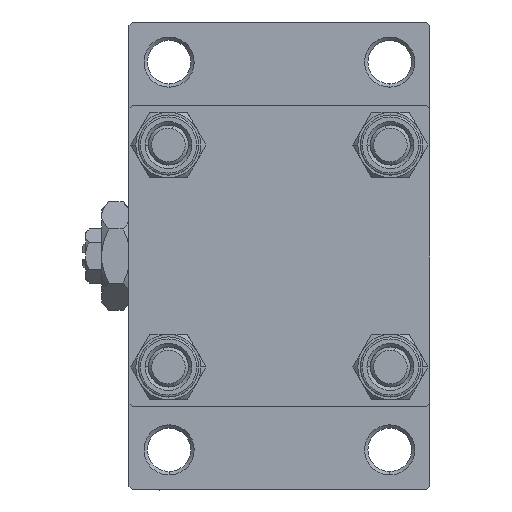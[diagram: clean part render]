
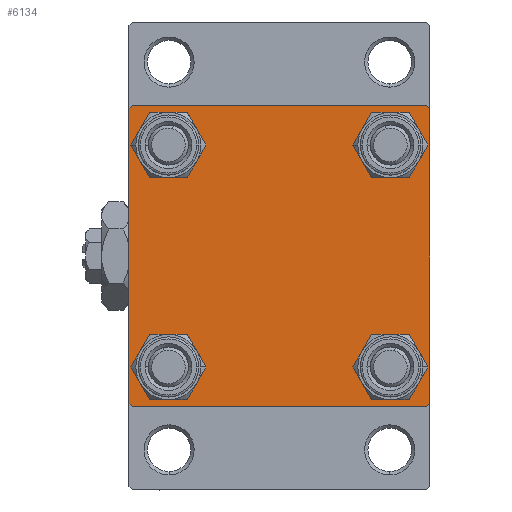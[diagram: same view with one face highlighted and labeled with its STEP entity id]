
A CAD part, left-side view. The second image highlights one B-rep face of the part: STEP entity #6134.
In plain terms, the highlighted planar face has unit normal (-1, 0, 0).
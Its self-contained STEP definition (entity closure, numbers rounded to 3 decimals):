
#606 = DIRECTION ( 'NONE',  ( 1., 0., 0. ) ) ;
#1248 = DIRECTION ( 'NONE',  ( 1., 0., 0. ) ) ;
#1428 = DIRECTION ( 'NONE',  ( 0., 0., 1. ) ) ;
#3072 = LINE ( 'NONE', #32903, #9353 ) ;
#4211 = DIRECTION ( 'NONE',  ( 0., 0., 1. ) ) ;
#4633 = LINE ( 'NONE', #24517, #47996 ) ;
#5125 = VERTEX_POINT ( 'NONE', #23074 ) ;
#5271 = CARTESIAN_POINT ( 'NONE',  ( 0., -22.25, -22.25 ) ) ;
#5503 = VECTOR ( 'NONE', #32361, 1000. ) ;
#5585 = ORIENTED_EDGE ( 'NONE', *, *, #35374, .T. ) ;
#6134 = ADVANCED_FACE ( 'NONE', ( #11923, #24088, #20109, #27568, #38285 ), #19373, .T. ) ;
#6476 = EDGE_CURVE ( 'NONE', #48682, #39740, #22679, .T. ) ;
#7237 = VERTEX_POINT ( 'NONE', #11628 ) ;
#7281 = CARTESIAN_POINT ( 'NONE',  ( 0., -22.25, 22.25 ) ) ;
#7476 = EDGE_CURVE ( 'NONE', #19108, #31435, #43381, .T. ) ;
#8019 = CARTESIAN_POINT ( 'NONE',  ( 0., 22., -22.5 ) ) ;
#8168 = CARTESIAN_POINT ( 'NONE',  ( 0., 16.6, -16.6 ) ) ;
#8807 = DIRECTION ( 'NONE',  ( 0., 0., 1. ) ) ;
#9013 = DIRECTION ( 'NONE',  ( 0., -0.707, 0.707 ) ) ;
#9073 = ORIENTED_EDGE ( 'NONE', *, *, #41234, .T. ) ;
#9353 = VECTOR ( 'NONE', #36155, 1000. ) ;
#10021 = CARTESIAN_POINT ( 'NONE',  ( 0., -16.6, 20.1 ) ) ;
#10288 = EDGE_CURVE ( 'NONE', #12529, #48728, #41779, .T. ) ;
#10619 = VERTEX_POINT ( 'NONE', #8019 ) ;
#10673 = DIRECTION ( 'NONE',  ( 0., 0., 1. ) ) ;
#10782 = CIRCLE ( 'NONE', #31382, 3.5 ) ;
#10902 = EDGE_LOOP ( 'NONE', ( #44607, #26820 ) ) ;
#11628 = CARTESIAN_POINT ( 'NONE',  ( 0., 22.5, -22. ) ) ;
#11865 = DIRECTION ( 'NONE',  ( 1., 0., 0. ) ) ;
#11923 = FACE_BOUND ( 'NONE', #30053, .T. ) ;
#12441 = VECTOR ( 'NONE', #29580, 1000. ) ;
#12529 = VERTEX_POINT ( 'NONE', #34150 ) ;
#14412 = DIRECTION ( 'NONE',  ( 1., 0., 0. ) ) ;
#15111 = VECTOR ( 'NONE', #40937, 1000. ) ;
#15230 = EDGE_CURVE ( 'NONE', #40297, #45931, #15679, .T. ) ;
#15679 = CIRCLE ( 'NONE', #46688, 3.5 ) ;
#15698 = VECTOR ( 'NONE', #9013, 1000. ) ;
#15915 = EDGE_CURVE ( 'NONE', #48728, #12529, #26859, .T. ) ;
#15962 = CARTESIAN_POINT ( 'NONE',  ( 0., -22., 22.5 ) ) ;
#16914 = CARTESIAN_POINT ( 'NONE',  ( 0., 16.6, -16.6 ) ) ;
#17400 = LINE ( 'NONE', #44003, #12441 ) ;
#17953 = ORIENTED_EDGE ( 'NONE', *, *, #42926, .T. ) ;
#18543 = EDGE_CURVE ( 'NONE', #39740, #48682, #21398, .T. ) ;
#19052 = ORIENTED_EDGE ( 'NONE', *, *, #36162, .T. ) ;
#19108 = VERTEX_POINT ( 'NONE', #44122 ) ;
#19373 = PLANE ( 'NONE',  #31399 ) ;
#19404 = CARTESIAN_POINT ( 'NONE',  ( 0., 22., 22.5 ) ) ;
#19520 = EDGE_LOOP ( 'NONE', ( #17953, #46296 ) ) ;
#19688 = AXIS2_PLACEMENT_3D ( 'NONE', #22662, #1248, #35307 ) ;
#19883 = LINE ( 'NONE', #7281, #25140 ) ;
#20109 = FACE_BOUND ( 'NONE', #19520, .T. ) ;
#20361 = ORIENTED_EDGE ( 'NONE', *, *, #7476, .T. ) ;
#20784 = ORIENTED_EDGE ( 'NONE', *, *, #32682, .T. ) ;
#20790 = CARTESIAN_POINT ( 'NONE',  ( 0., 22.5, 22. ) ) ;
#21398 = CIRCLE ( 'NONE', #27740, 3.5 ) ;
#21626 = CARTESIAN_POINT ( 'NONE',  ( 0., -22.5, 22. ) ) ;
#22662 = CARTESIAN_POINT ( 'NONE',  ( 0., 16.6, 16.6 ) ) ;
#22679 = CIRCLE ( 'NONE', #29023, 3.5 ) ;
#23074 = CARTESIAN_POINT ( 'NONE',  ( 0., -22.5, -22. ) ) ;
#23282 = CARTESIAN_POINT ( 'NONE',  ( 0., 16.6, -13.1 ) ) ;
#24088 = FACE_BOUND ( 'NONE', #35619, .T. ) ;
#24173 = LINE ( 'NONE', #5271, #15698 ) ;
#24442 = EDGE_CURVE ( 'NONE', #32917, #7237, #36713, .T. ) ;
#24517 = CARTESIAN_POINT ( 'NONE',  ( 0., -22.5, 22.5 ) ) ;
#24863 = DIRECTION ( 'NONE',  ( 0., 0., 1. ) ) ;
#25083 = AXIS2_PLACEMENT_3D ( 'NONE', #38416, #606, #8807 ) ;
#25084 = AXIS2_PLACEMENT_3D ( 'NONE', #36208, #43920, #28988 ) ;
#25140 = VECTOR ( 'NONE', #35054, 1000. ) ;
#25279 = CIRCLE ( 'NONE', #33999, 3.5 ) ;
#25306 = CARTESIAN_POINT ( 'NONE',  ( 0., 16.6, -20.1 ) ) ;
#25397 = LINE ( 'NONE', #43565, #5503 ) ;
#26127 = DIRECTION ( 'NONE',  ( 0., 0., 1. ) ) ;
#26820 = ORIENTED_EDGE ( 'NONE', *, *, #10288, .T. ) ;
#26859 = CIRCLE ( 'NONE', #19688, 3.5 ) ;
#27535 = EDGE_LOOP ( 'NONE', ( #39625, #30049, #40647, #9073, #47610, #5585, #47683, #19052 ) ) ;
#27568 = FACE_BOUND ( 'NONE', #10902, .T. ) ;
#27740 = AXIS2_PLACEMENT_3D ( 'NONE', #33278, #14412, #10673 ) ;
#27828 = VECTOR ( 'NONE', #29468, 1000. ) ;
#28988 = DIRECTION ( 'NONE',  ( 0., 0., 1. ) ) ;
#28989 = CARTESIAN_POINT ( 'NONE',  ( 0., 22.5, 22.5 ) ) ;
#29023 = AXIS2_PLACEMENT_3D ( 'NONE', #42933, #11865, #31240 ) ;
#29468 = DIRECTION ( 'NONE',  ( 0., -0.707, -0.707 ) ) ;
#29580 = DIRECTION ( 'NONE',  ( 0., 0.707, -0.707 ) ) ;
#29610 = CARTESIAN_POINT ( 'NONE',  ( 0., -16.6, 16.6 ) ) ;
#29658 = CARTESIAN_POINT ( 'NONE',  ( 0., -16.6, -20.1 ) ) ;
#30049 = ORIENTED_EDGE ( 'NONE', *, *, #47653, .T. ) ;
#30053 = EDGE_LOOP ( 'NONE', ( #20784, #20361 ) ) ;
#30056 = VERTEX_POINT ( 'NONE', #19404 ) ;
#31115 = EDGE_CURVE ( 'NONE', #42702, #5125, #4633, .T. ) ;
#31240 = DIRECTION ( 'NONE',  ( 0., 0., 1. ) ) ;
#31290 = DIRECTION ( 'NONE',  ( -1., 0., 0. ) ) ;
#31382 = AXIS2_PLACEMENT_3D ( 'NONE', #29610, #33077, #26127 ) ;
#31399 = AXIS2_PLACEMENT_3D ( 'NONE', #35266, #31290, #4211 ) ;
#31435 = VERTEX_POINT ( 'NONE', #10021 ) ;
#31818 = DIRECTION ( 'NONE',  ( 1., 0., 0. ) ) ;
#32361 = DIRECTION ( 'NONE',  ( 0., -1., 0. ) ) ;
#32682 = EDGE_CURVE ( 'NONE', #31435, #19108, #10782, .T. ) ;
#32903 = CARTESIAN_POINT ( 'NONE',  ( 0., 22.5, -22.5 ) ) ;
#32917 = VERTEX_POINT ( 'NONE', #20790 ) ;
#33077 = DIRECTION ( 'NONE',  ( 1., 0., 0. ) ) ;
#33278 = CARTESIAN_POINT ( 'NONE',  ( 0., -16.6, -16.6 ) ) ;
#33999 = AXIS2_PLACEMENT_3D ( 'NONE', #8168, #39236, #1428 ) ;
#34150 = CARTESIAN_POINT ( 'NONE',  ( 0., 16.6, 13.1 ) ) ;
#35054 = DIRECTION ( 'NONE',  ( 0., 0.707, 0.707 ) ) ;
#35266 = CARTESIAN_POINT ( 'NONE',  ( 0., 0., 0. ) ) ;
#35307 = DIRECTION ( 'NONE',  ( 0., 0., 1. ) ) ;
#35374 = EDGE_CURVE ( 'NONE', #42702, #37839, #19883, .T. ) ;
#35619 = EDGE_LOOP ( 'NONE', ( #40407, #47758 ) ) ;
#36155 = DIRECTION ( 'NONE',  ( 0., -1., 0. ) ) ;
#36162 = EDGE_CURVE ( 'NONE', #30056, #32917, #17400, .T. ) ;
#36208 = CARTESIAN_POINT ( 'NONE',  ( 0., -16.6, 16.6 ) ) ;
#36713 = LINE ( 'NONE', #28989, #15111 ) ;
#37839 = VERTEX_POINT ( 'NONE', #15962 ) ;
#38285 = FACE_OUTER_BOUND ( 'NONE', #27535, .T. ) ;
#38416 = CARTESIAN_POINT ( 'NONE',  ( 0., 16.6, 16.6 ) ) ;
#39236 = DIRECTION ( 'NONE',  ( 1., 0., 0. ) ) ;
#39625 = ORIENTED_EDGE ( 'NONE', *, *, #24442, .T. ) ;
#39740 = VERTEX_POINT ( 'NONE', #46883 ) ;
#40190 = DIRECTION ( 'NONE',  ( 0., 0., -1. ) ) ;
#40297 = VERTEX_POINT ( 'NONE', #25306 ) ;
#40407 = ORIENTED_EDGE ( 'NONE', *, *, #18543, .T. ) ;
#40647 = ORIENTED_EDGE ( 'NONE', *, *, #41069, .T. ) ;
#40937 = DIRECTION ( 'NONE',  ( 0., 0., -1. ) ) ;
#41069 = EDGE_CURVE ( 'NONE', #10619, #41532, #3072, .T. ) ;
#41234 = EDGE_CURVE ( 'NONE', #41532, #5125, #24173, .T. ) ;
#41532 = VERTEX_POINT ( 'NONE', #41558 ) ;
#41558 = CARTESIAN_POINT ( 'NONE',  ( 0., -22., -22.5 ) ) ;
#41779 = CIRCLE ( 'NONE', #25083, 3.5 ) ;
#42702 = VERTEX_POINT ( 'NONE', #21626 ) ;
#42926 = EDGE_CURVE ( 'NONE', #45931, #40297, #25279, .T. ) ;
#42933 = CARTESIAN_POINT ( 'NONE',  ( 0., -16.6, -16.6 ) ) ;
#43381 = CIRCLE ( 'NONE', #25084, 3.5 ) ;
#43565 = CARTESIAN_POINT ( 'NONE',  ( 0., 22.5, 22.5 ) ) ;
#43905 = LINE ( 'NONE', #48347, #27828 ) ;
#43920 = DIRECTION ( 'NONE',  ( 1., 0., 0. ) ) ;
#44003 = CARTESIAN_POINT ( 'NONE',  ( 0., 22.25, 22.25 ) ) ;
#44122 = CARTESIAN_POINT ( 'NONE',  ( 0., -16.6, 13.1 ) ) ;
#44603 = EDGE_CURVE ( 'NONE', #30056, #37839, #25397, .T. ) ;
#44607 = ORIENTED_EDGE ( 'NONE', *, *, #15915, .T. ) ;
#45063 = CARTESIAN_POINT ( 'NONE',  ( 0., 16.6, 20.1 ) ) ;
#45931 = VERTEX_POINT ( 'NONE', #23282 ) ;
#46296 = ORIENTED_EDGE ( 'NONE', *, *, #15230, .T. ) ;
#46688 = AXIS2_PLACEMENT_3D ( 'NONE', #16914, #31818, #24863 ) ;
#46883 = CARTESIAN_POINT ( 'NONE',  ( 0., -16.6, -13.1 ) ) ;
#47610 = ORIENTED_EDGE ( 'NONE', *, *, #31115, .F. ) ;
#47653 = EDGE_CURVE ( 'NONE', #7237, #10619, #43905, .T. ) ;
#47683 = ORIENTED_EDGE ( 'NONE', *, *, #44603, .F. ) ;
#47758 = ORIENTED_EDGE ( 'NONE', *, *, #6476, .T. ) ;
#47996 = VECTOR ( 'NONE', #40190, 1000. ) ;
#48347 = CARTESIAN_POINT ( 'NONE',  ( 0., 22.25, -22.25 ) ) ;
#48682 = VERTEX_POINT ( 'NONE', #29658 ) ;
#48728 = VERTEX_POINT ( 'NONE', #45063 ) ;
